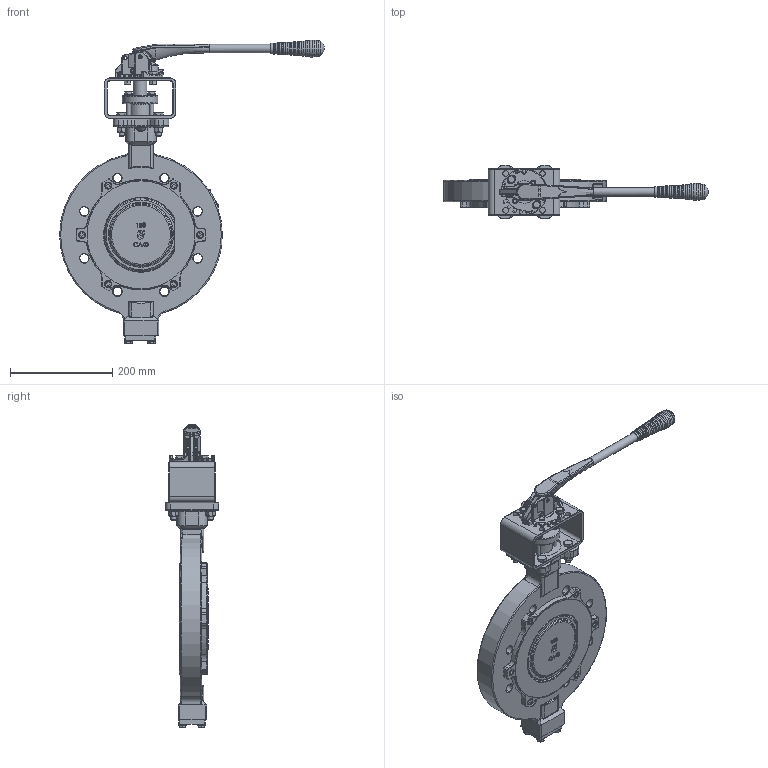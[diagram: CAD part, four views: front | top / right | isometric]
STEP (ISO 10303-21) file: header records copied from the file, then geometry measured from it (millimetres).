
FILE_DESCRIPTION(('HOOPS Exchange Step'),'2;1');
FILE_NAME('AK12_DN150_PN10-16_Hebel.stp','2024-11-22T10:39:40+01:00',('nieru'),('Unknown organisation'),'HOOPS Exchange 2024.2','HOOPS Exchange','Unknown authorisation');
FILE_SCHEMA( ('AP203_CONFIGURATION_CONTROLLED_3D_DESIGN_OF_MECHANICAL_PARTS_AND_ASSEMBLIES_MIM_LF') );
Length unit declared in the file: millimetre
Products named in the file (10): 0; root
Assembly tree (9 placements, depth 4):
  root
    0
    0
      0
        0
        0
      0
      0
      0
        0
Bounding box: 517.48 x 104 x 594.13 mm (x, y, z)
Volume: 4241627.6 mm3; surface area: 554103.4 mm2
Topology: 71 solids, 76 shells, 2860 faces, 6869 edges, 4130 vertices
Faces by surface type: bspline 856, plane 713, cylinder 682, cone 353, torus 222, sphere 34
Full cylindrical faces by diameter (mm): 2.5 x2, 4.2 x2, 4.812 x1, 5.661 x1, 6.8 x5, 8 x5, 8.5 x4, 9 x4, 9.199 x1, 9.5 x1, 10 x12, 11 x4, 13 x10, 14 x1, 14.6 x4, 15.643 x2, 16 x7, 18.1 x4, 18.873 x4, 20.5 x1, 25 x1, 26.689 x1, 30.433 x1, 35 x1, 41.044 x1, 69.5 x1, 75 x1, 148.007 x1, 150.007 x2
Entity records: 214618 total; most frequent: CARTESIAN_POINT 154182, ORIENTED_EDGE 13560, DIRECTION 10456, EDGE_CURVE 6780, AXIS2_PLACEMENT_3D 4179, VERTEX_POINT 4138, EDGE_LOOP 3060, FACE_BOUND 3060
